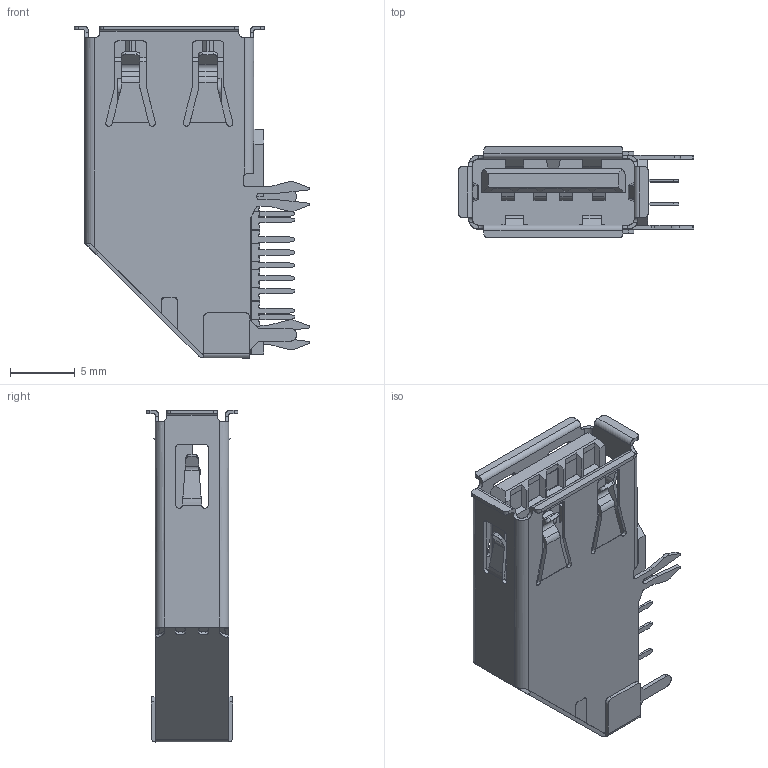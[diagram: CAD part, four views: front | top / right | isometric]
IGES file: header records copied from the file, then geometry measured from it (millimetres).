
Start section: SolidWorks IGES file using analytic representation for surfaces
Global section: file name: CKelleher'KUSBX-SLAS1N9-B15_rA0.IGS; native system: SolidWorks 2014; preprocessor: SolidWorks 2014; author: Ckelleher; date: 150408.180558; units: millimetre
Bounding box: 18.21 x 7.12 x 25.7 mm (x, y, z)
Surface area: 1866.8 mm2 (no closed solid volume)
Topology: 0 solids, 0 shells, 647 faces, 5001 edges, 5001 vertices
Faces by surface type: bspline 415, revolution 232
